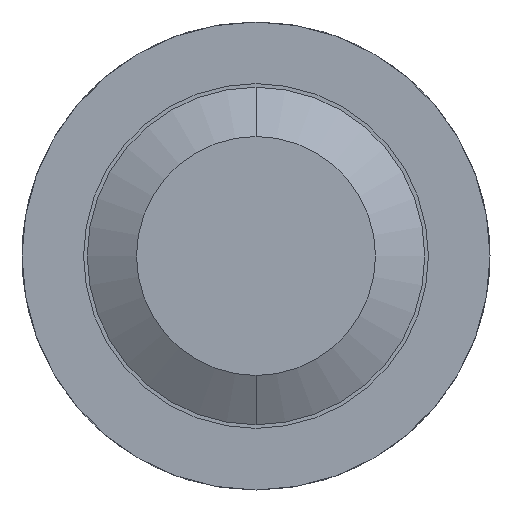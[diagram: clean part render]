
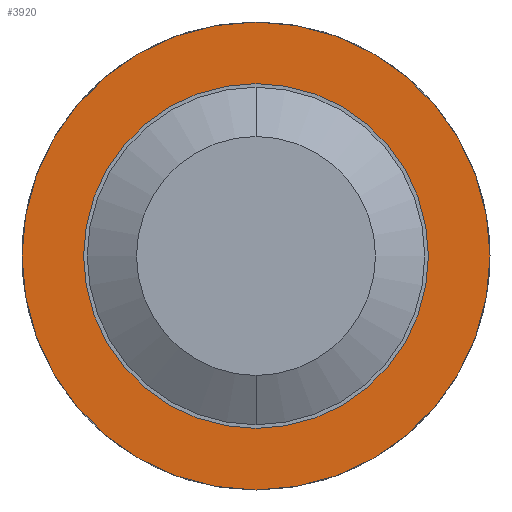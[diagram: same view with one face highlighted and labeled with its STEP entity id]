
A CAD part, front view. The second image highlights one B-rep face of the part: STEP entity #3920.
In plain terms, the highlighted planar face has unit normal (0, -1, 0).
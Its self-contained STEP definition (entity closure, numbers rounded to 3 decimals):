
#2 = CARTESIAN_POINT ( 'NONE',  ( 0., -2.5, -0.685 ) ) ;
#5 = EDGE_LOOP ( 'NONE', ( #2389, #575 ) ) ;
#18 = DIRECTION ( 'NONE',  ( 0., 0., 1. ) ) ;
#147 = CIRCLE ( 'NONE', #3208, 0.95 ) ;
#180 = ORIENTED_EDGE ( 'NONE', *, *, #3839, .F. ) ;
#298 = CARTESIAN_POINT ( 'NONE',  ( 0., -2.5, 0. ) ) ;
#374 = DIRECTION ( 'NONE',  ( 0., 0., 1. ) ) ;
#506 = VERTEX_POINT ( 'NONE', #4670 ) ;
#535 = EDGE_CURVE ( 'Defeature ausgef�hrt3_9+Defeature ausgef�hrt3_3+Defeature ausgef�hrt3_3+Defeature ausgef�hrt3_3', #1606, #506, #1331, .T. ) ;
#575 = ORIENTED_EDGE ( 'NONE', *, *, #535, .T. ) ;
#624 = CARTESIAN_POINT ( 'NONE',  ( 0., -2.5, 0. ) ) ;
#706 = CARTESIAN_POINT ( 'NONE',  ( 0.95, -2.5, 0. ) ) ;
#825 = CIRCLE ( 'NONE', #1286, 0.95 ) ;
#1150 = DIRECTION ( 'NONE',  ( 0., 0., 1. ) ) ;
#1286 = AXIS2_PLACEMENT_3D ( 'NONE', #298, #1794, #18 ) ;
#1331 = CIRCLE ( 'NONE', #4113, 0.685 ) ;
#1405 = FACE_OUTER_BOUND ( 'NONE', #3750, .T. ) ;
#1553 = ORIENTED_EDGE ( 'NONE', *, *, #4278, .F. ) ;
#1606 = VERTEX_POINT ( 'NONE', #2 ) ;
#1748 = DIRECTION ( 'NONE',  ( 0., 1., 0. ) ) ;
#1794 = DIRECTION ( 'NONE',  ( 0., 1., 0. ) ) ;
#1804 = VERTEX_POINT ( 'NONE', #3781 ) ;
#2042 = EDGE_CURVE ( 'Defeature ausgef�hrt3_9+Defeature ausgef�hrt3_3+Defeature ausgef�hrt3_3+Defeature ausgef�hrt3_3', #506, #1606, #4177, .T. ) ;
#2157 = CARTESIAN_POINT ( 'NONE',  ( 0., -2.5, 0.95 ) ) ;
#2389 = ORIENTED_EDGE ( 'NONE', *, *, #2042, .T. ) ;
#2549 = DIRECTION ( 'NONE',  ( 0., 1., 0. ) ) ;
#2630 = DIRECTION ( 'NONE',  ( 0., 1., 0. ) ) ;
#2884 = FACE_BOUND ( 'NONE', #5, .T. ) ;
#2886 = CARTESIAN_POINT ( 'NONE',  ( 0., -2.5, 0. ) ) ;
#2911 = DIRECTION ( 'NONE',  ( 0., 0., 1. ) ) ;
#3208 = AXIS2_PLACEMENT_3D ( 'NONE', #624, #3614, #3312 ) ;
#3295 = CARTESIAN_POINT ( 'NONE',  ( 0., -2.5, 0. ) ) ;
#3312 = DIRECTION ( 'NONE',  ( 0., 0., 1. ) ) ;
#3614 = DIRECTION ( 'NONE',  ( 0., 1., 0. ) ) ;
#3625 = AXIS2_PLACEMENT_3D ( 'NONE', #3295, #2630, #374 ) ;
#3750 = EDGE_LOOP ( 'NONE', ( #1553, #180 ) ) ;
#3781 = CARTESIAN_POINT ( 'NONE',  ( 0., -2.5, -0.95 ) ) ;
#3839 = EDGE_CURVE ( 'Defeature ausgef�hrt3_8+Defeature ausgef�hrt3_9+Defeature ausgef�hrt3_9+Defeature ausgef�hrt3_9', #1804, #3852, #825, .T. ) ;
#3852 = VERTEX_POINT ( 'NONE', #2157 ) ;
#3920 = ADVANCED_FACE ( 'Defeature ausgef�hrt3_9', ( #1405, #2884 ), #4347, .F. ) ;
#4113 = AXIS2_PLACEMENT_3D ( 'NONE', #2886, #1748, #1150 ) ;
#4139 = AXIS2_PLACEMENT_3D ( 'NONE', #706, #2549, #2911 ) ;
#4177 = CIRCLE ( 'NONE', #3625, 0.685 ) ;
#4278 = EDGE_CURVE ( 'Defeature ausgef�hrt3_8+Defeature ausgef�hrt3_9+Defeature ausgef�hrt3_9+Defeature ausgef�hrt3_9', #3852, #1804, #147, .T. ) ;
#4347 = PLANE ( 'NONE',  #4139 ) ;
#4670 = CARTESIAN_POINT ( 'NONE',  ( 0., -2.5, 0.685 ) ) ;
